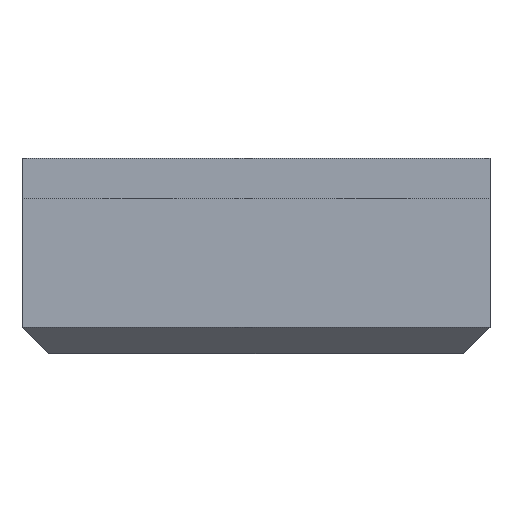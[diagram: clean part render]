
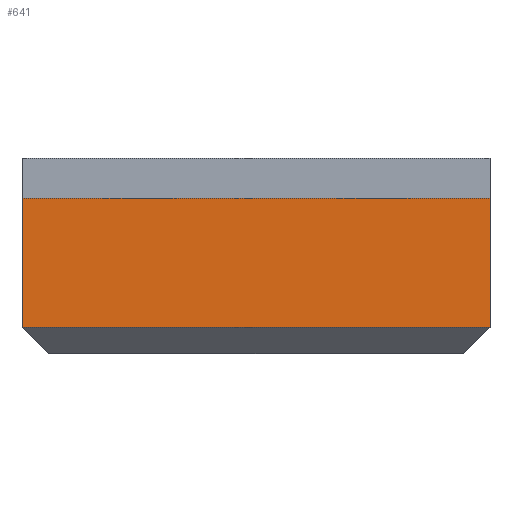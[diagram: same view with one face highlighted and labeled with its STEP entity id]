
A CAD part, front view. The second image highlights one B-rep face of the part: STEP entity #641.
In plain terms, the highlighted planar face has unit normal (0, -1, 0).
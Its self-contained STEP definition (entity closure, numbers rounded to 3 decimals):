
#53=FACE_OUTER_BOUND('',#88,.T.);
#88=EDGE_LOOP('',(#446,#447,#448,#449));
#142=LINE('',#937,#219);
#143=LINE('',#940,#220);
#144=LINE('',#942,#221);
#145=LINE('',#943,#222);
#219=VECTOR('',#758,10.);
#220=VECTOR('',#761,10.);
#221=VECTOR('',#762,10.);
#222=VECTOR('',#763,10.);
#287=VERTEX_POINT('',#918);
#291=VERTEX_POINT('',#930);
#293=VERTEX_POINT('',#939);
#294=VERTEX_POINT('',#941);
#352=EDGE_CURVE('',#287,#291,#142,.T.);
#353=EDGE_CURVE('',#291,#293,#143,.T.);
#354=EDGE_CURVE('',#294,#293,#144,.T.);
#355=EDGE_CURVE('',#287,#294,#145,.T.);
#446=ORIENTED_EDGE('',*,*,#352,.T.);
#447=ORIENTED_EDGE('',*,*,#353,.T.);
#448=ORIENTED_EDGE('',*,*,#354,.F.);
#449=ORIENTED_EDGE('',*,*,#355,.F.);
#612=PLANE('',#691);
#641=ADVANCED_FACE('',(#53),#612,.F.);
#691=AXIS2_PLACEMENT_3D('',#938,#759,#760);
#758=DIRECTION('',(1.,0.,0.));
#759=DIRECTION('center_axis',(0.,1.,0.));
#760=DIRECTION('ref_axis',(0.,0.,1.));
#761=DIRECTION('',(0.,0.,1.));
#762=DIRECTION('',(1.,0.,0.));
#763=DIRECTION('',(0.,0.,1.));
#918=CARTESIAN_POINT('',(0.,-13.5,-13.15));
#930=CARTESIAN_POINT('',(35.,-13.5,-13.15));
#937=CARTESIAN_POINT('',(0.,-13.5,-13.15));
#938=CARTESIAN_POINT('Origin',(0.,-13.5,-15.15));
#939=CARTESIAN_POINT('',(35.,-13.5,-3.5));
#940=CARTESIAN_POINT('',(35.,-13.5,-15.15));
#941=CARTESIAN_POINT('',(0.,-13.5,-3.5));
#942=CARTESIAN_POINT('',(0.,-13.5,-3.5));
#943=CARTESIAN_POINT('',(0.,-13.5,-15.15));
